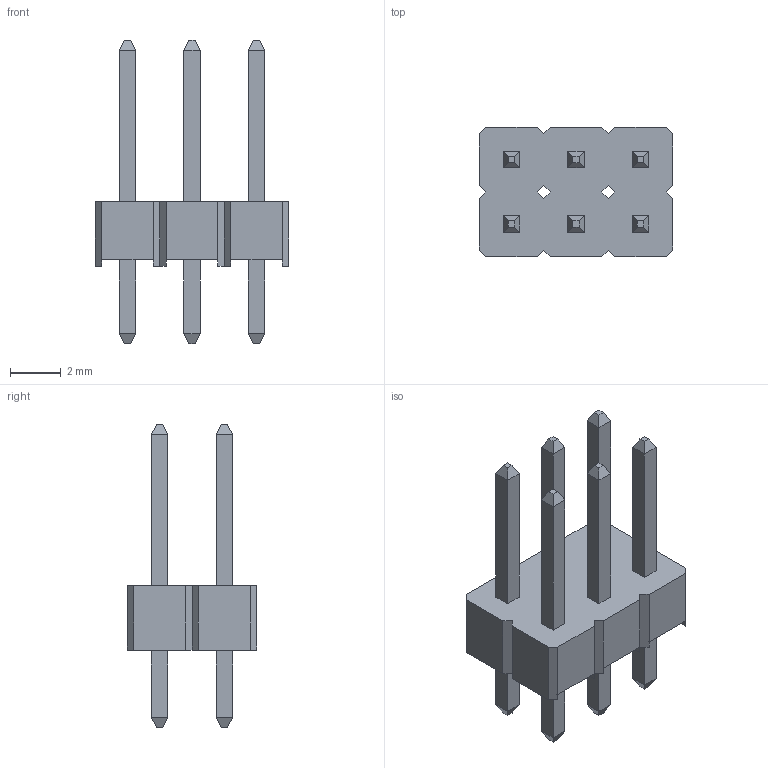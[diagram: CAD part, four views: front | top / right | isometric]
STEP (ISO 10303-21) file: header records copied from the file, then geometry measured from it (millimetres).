
FILE_DESCRIPTION(/* description */ (''),/* implementation_level */ '2;1');
FILE_NAME(/* name */ '排针3_2.step',/* time_stamp */ '2022-03-15T14:57:56+08:00',/* author */ (''),/* organization */ (''),/* preprocessor_version */ 'ST-DEVELOPER v18.1',/* originating_system */ 'Autodesk Translation Framework v10.13.0.1454',/* authorisation */ '');
FILE_SCHEMA (('AUTOMOTIVE_DESIGN { 1 0 10303 214 3 1 1 }'));
Length unit declared in the file: millimetre
Products named in the file (2): MaixBit; 零部件113
Assembly tree (1 placements, depth 2):
  MaixBit
    零部件113
Bounding box: 7.62 x 5.08 x 11.94 mm (x, y, z)
Volume: 112 mm3; surface area: 297.5 mm2
Topology: 1 solids, 1 shells, 166 faces, 390 edges, 230 vertices
Faces by surface type: plane 166
Entity records: 4679 total; most frequent: CARTESIAN_POINT 789, ORIENTED_EDGE 780, DIRECTION 728, LINE 390, VECTOR 390, EDGE_CURVE 390, VERTEX_POINT 230, EDGE_LOOP 180
